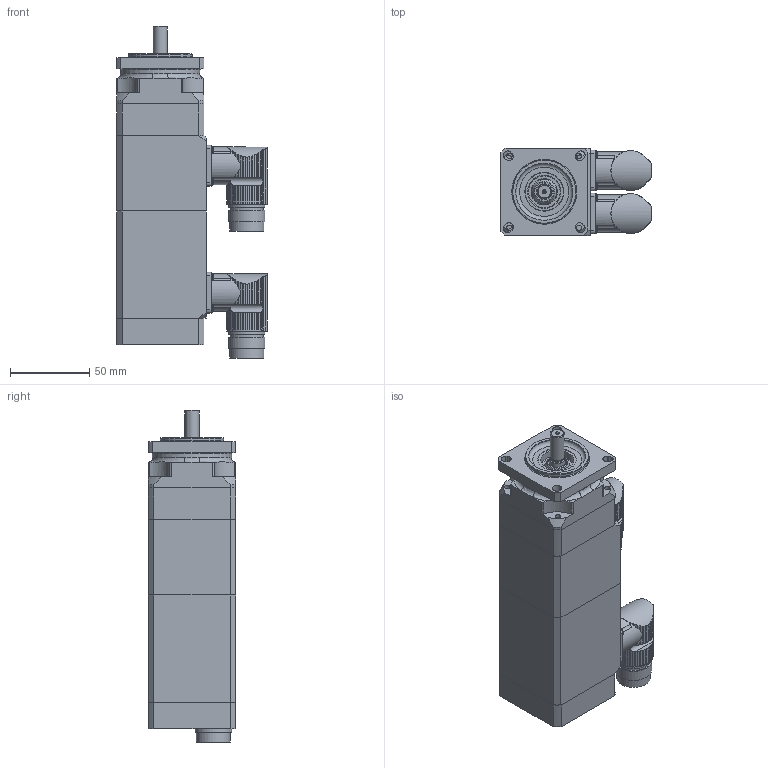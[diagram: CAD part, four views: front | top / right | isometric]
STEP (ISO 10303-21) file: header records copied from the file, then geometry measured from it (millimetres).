
FILE_DESCRIPTION(/* description */ (''),/* implementation_level */ '2;1');
FILE_NAME(/* name */ 'KSY162D_MD_Rx',/* time_stamp */ '2009-02-11T10:07:08+01:00',/* author */ (''),/* organization */ (''),/* preprocessor_version */ 'ST-DEVELOPER v8',/* originating_system */ 'UNIGRAPHICS SOLUTIONS - UNIGRAPHICS 18.0',/* authorisation */ '');
FILE_SCHEMA (('AUTOMOTIVE_DESIGN { 1 2 10303 214 0 1 1 1 }'));
Length unit declared in the file: millimetre
Products named in the file (12): Gehaeuse_SY1_40_0; din912-m3x10_A; 063326_0; 014258_0; 064270_0; 111003_2; Rotor_SY1_0; 111001_1; iso1580-m2.5x6_A; 014250_0; DIN3760_org_A10x24x7_0; KSY164D-MD-RC_0
Assembly tree (21 placements, depth 2):
  KSY164D-MD-RC_0
    DIN3760_org_A10x24x7_0
    014250_0
    iso1580-m2.5x6_A  x8
    111001_1
    Rotor_SY1_0
    111003_2
    064270_0
    014258_0
    063326_0
    din912-m3x10_A  x4
    Gehaeuse_SY1_40_0
Bounding box: 94.99 x 55 x 209.25 mm (x, y, z)
Volume: 277182.2 mm3; surface area: 129414.1 mm2
Topology: 21 solids, 21 shells, 923 faces, 2409 edges, 1570 vertices
Faces by surface type: cylinder 508, plane 274, cone 78, torus 33, sphere 25, bspline 5
Full cylindrical faces by diameter (mm): 1 x21, 1.5 x1, 1.948 x8, 2 x4, 2.135 x8, 2.459 x12, 2.5 x12, 2.7 x8, 3 x4, 3.3 x3, 3.432 x4, 3.5 x4, 4.5 x8, 5.5 x4, 6 x4, 6.5 x4, 8 x7, 8.52 x1, 9 x1, 10 x2, 10.3 x1, 10.5 x2, 12 x1, 15 x1, 18 x4, 20 x5, 21 x3, 21.5 x2, 22 x1, 23 x4
Entity records: 24146 total; most frequent: CARTESIAN_POINT 5799, DIRECTION 3752, ORIENTED_EDGE 3422, EDGE_CURVE 1711, AXIS2_PLACEMENT_3D 1595, VERTEX_POINT 1258, EDGE_LOOP 1160, CIRCLE 801
